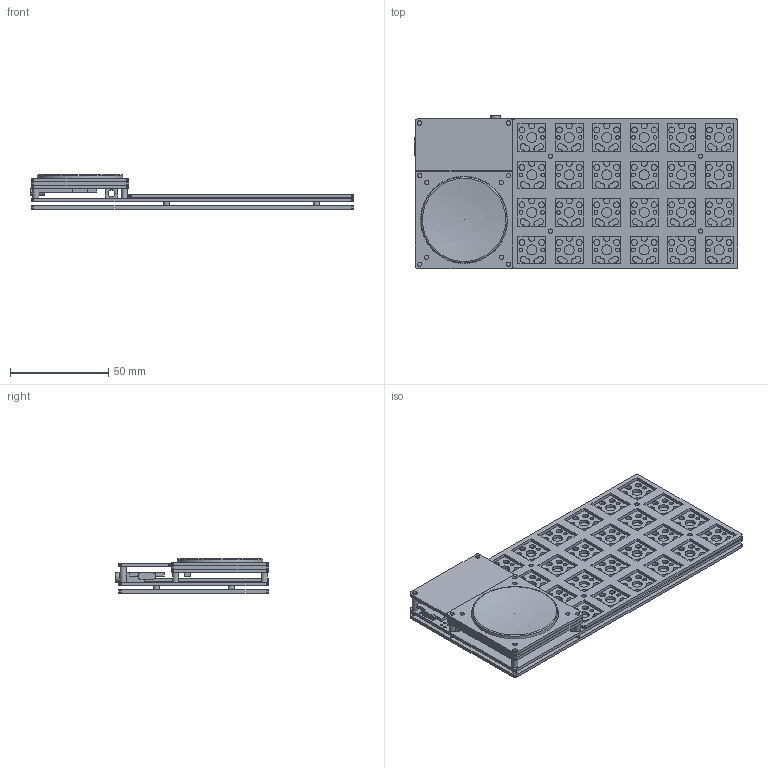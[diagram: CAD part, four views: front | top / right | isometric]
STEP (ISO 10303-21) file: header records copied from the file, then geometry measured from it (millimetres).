
FILE_DESCRIPTION(/* description */ (''),/* implementation_level */ '2;1');
FILE_NAME(/* name */ 'blank-p.step',/* time_stamp */ '2024-08-17T10:36:27+08:00',/* author */ (''),/* organization */ (''),/* preprocessor_version */ 'ST-DEVELOPER v20',/* originating_system */ 'Autodesk Translation Framework v13.14.0.145',/* authorisation */ '');
FILE_SCHEMA (('AUTOMOTIVE_DESIGN { 1 0 10303 214 3 1 1 }'));
Length unit declared in the file: millimetre
Products named in the file (17): TPS; MCU; Elite-C; TRRS; TPS PCB; Cover; TPS PCB_1; TPS PCB_2; TPS PCB_3; TM040040; TPS PCB_4; spacer; 4mm; 8mm; 5mm; TPS PCB_5; TPS PCB_6
Assembly tree (23 placements, depth 3):
  TPS
    MCU
      Elite-C
      TRRS
      TPS PCB
    Cover
      TPS PCB_1
      TPS PCB_2
      TPS PCB_3
    TM040040
    TPS PCB_4
    spacer
      4mm  x4
      8mm  x2
      5mm  x4
    TPS PCB_5
    TPS PCB_6
Bounding box: 164.61 x 77.9 x 17.35 mm (x, y, z)
Volume: 56036.3 mm3; surface area: 82044.6 mm2
Topology: 21 solids, 21 shells, 1735 faces, 5066 edges, 3375 vertices
Faces by surface type: plane 1322, cylinder 406, cone 3, sphere 2, bspline 1, torus 1
Full cylindrical faces by diameter (mm): 0.7 x4, 0.8 x4, 1 x9, 1.092 x81, 1.3 x2, 1.9 x48, 2.2 x42, 3.05 x82, 3.5 x4, 3.55 x1, 5 x1, 5.1 x24, 38 x1, 38.01 x1
Entity records: 58784 total; most frequent: CARTESIAN_POINT 10184, ORIENTED_EDGE 10084, DIRECTION 9366, EDGE_CURVE 5042, LINE 4226, VECTOR 4226, VERTEX_POINT 3361, AXIS2_PLACEMENT_3D 2570
